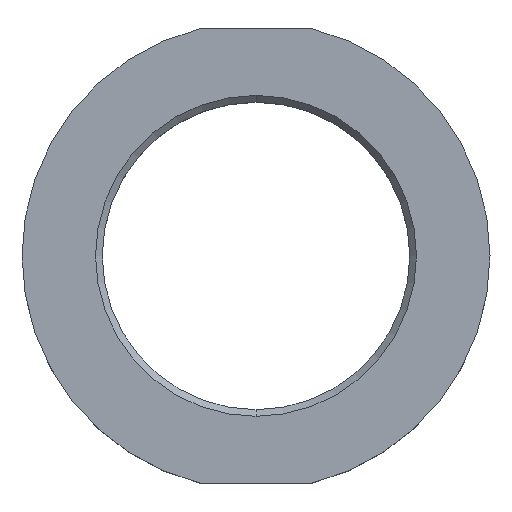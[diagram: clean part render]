
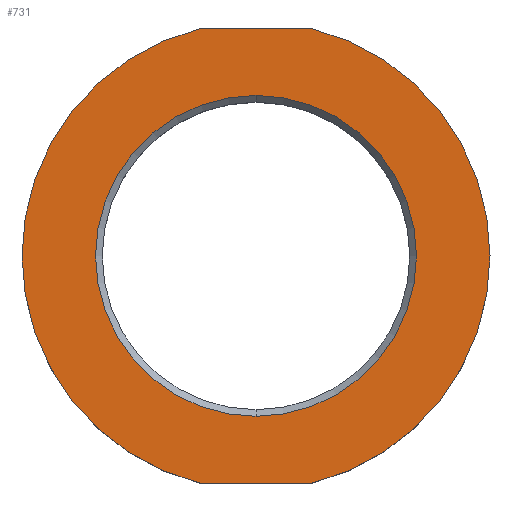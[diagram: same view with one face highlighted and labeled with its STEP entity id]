
A CAD part, top view. The second image highlights one B-rep face of the part: STEP entity #731.
In plain terms, the highlighted planar face has unit normal (0, 0, 1).
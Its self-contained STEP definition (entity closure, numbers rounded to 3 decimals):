
#19 = FACE_BOUND ( 'NONE', #86, .T. ) ;
#66 = DIRECTION ( 'NONE',  ( 0., 0., -1. ) ) ;
#71 = CARTESIAN_POINT ( 'NONE',  ( 8.307, -34., 0. ) ) ;
#75 = EDGE_CURVE ( 'NONE', #553, #244, #720, .T. ) ;
#80 = CARTESIAN_POINT ( 'NONE',  ( 0., -24., 0. ) ) ;
#86 = EDGE_LOOP ( 'NONE', ( #399, #246 ) ) ;
#123 = CARTESIAN_POINT ( 'NONE',  ( 0., 0., 0. ) ) ;
#135 = VERTEX_POINT ( 'NONE', #462 ) ;
#176 = AXIS2_PLACEMENT_3D ( 'NONE', #321, #248, #395 ) ;
#178 = CIRCLE ( 'NONE', #312, 35. ) ;
#187 = DIRECTION ( 'NONE',  ( 0., 0., -1. ) ) ;
#192 = CIRCLE ( 'NONE', #253, 24. ) ;
#212 = DIRECTION ( 'NONE',  ( 1., 0., 0. ) ) ;
#218 = CIRCLE ( 'NONE', #176, 24. ) ;
#239 = AXIS2_PLACEMENT_3D ( 'NONE', #516, #187, #697 ) ;
#244 = VERTEX_POINT ( 'NONE', #588 ) ;
#246 = ORIENTED_EDGE ( 'NONE', *, *, #426, .T. ) ;
#248 = DIRECTION ( 'NONE',  ( 0., 0., -1. ) ) ;
#253 = AXIS2_PLACEMENT_3D ( 'NONE', #667, #801, #443 ) ;
#262 = PLANE ( 'NONE',  #299 ) ;
#298 = EDGE_CURVE ( 'NONE', #244, #593, #587, .T. ) ;
#299 = AXIS2_PLACEMENT_3D ( 'NONE', #466, #405, #772 ) ;
#312 = AXIS2_PLACEMENT_3D ( 'NONE', #123, #66, #456 ) ;
#320 = VECTOR ( 'NONE', #794, 1000. ) ;
#321 = CARTESIAN_POINT ( 'NONE',  ( 0., 0., 0. ) ) ;
#353 = EDGE_CURVE ( 'NONE', #553, #728, #672, .T. ) ;
#382 = ORIENTED_EDGE ( 'NONE', *, *, #75, .F. ) ;
#385 = CARTESIAN_POINT ( 'NONE',  ( 8.307, 34., 0. ) ) ;
#395 = DIRECTION ( 'NONE',  ( 0., -1., 0. ) ) ;
#399 = ORIENTED_EDGE ( 'NONE', *, *, #547, .T. ) ;
#405 = DIRECTION ( 'NONE',  ( 0., 0., 1. ) ) ;
#423 = VECTOR ( 'NONE', #212, 1000. ) ;
#426 = EDGE_CURVE ( 'NONE', #135, #812, #192, .T. ) ;
#443 = DIRECTION ( 'NONE',  ( 0., -1., 0. ) ) ;
#456 = DIRECTION ( 'NONE',  ( 0., 1., 0. ) ) ;
#462 = CARTESIAN_POINT ( 'NONE',  ( 0., 24., 0. ) ) ;
#466 = CARTESIAN_POINT ( 'NONE',  ( 0., 35., 0. ) ) ;
#516 = CARTESIAN_POINT ( 'NONE',  ( 0., 0., 0. ) ) ;
#524 = ORIENTED_EDGE ( 'NONE', *, *, #298, .F. ) ;
#547 = EDGE_CURVE ( 'NONE', #812, #135, #218, .T. ) ;
#553 = VERTEX_POINT ( 'NONE', #614 ) ;
#570 = EDGE_CURVE ( 'NONE', #593, #728, #178, .T. ) ;
#585 = ORIENTED_EDGE ( 'NONE', *, *, #570, .F. ) ;
#587 = LINE ( 'NONE', #765, #423 ) ;
#588 = CARTESIAN_POINT ( 'NONE',  ( -8.307, 34., 0. ) ) ;
#593 = VERTEX_POINT ( 'NONE', #385 ) ;
#604 = EDGE_LOOP ( 'NONE', ( #625, #585, #524, #382 ) ) ;
#605 = CARTESIAN_POINT ( 'NONE',  ( -35., -34., 0. ) ) ;
#614 = CARTESIAN_POINT ( 'NONE',  ( -8.307, -34., 0. ) ) ;
#621 = FACE_OUTER_BOUND ( 'NONE', #604, .T. ) ;
#625 = ORIENTED_EDGE ( 'NONE', *, *, #353, .T. ) ;
#667 = CARTESIAN_POINT ( 'NONE',  ( 0., 0., 0. ) ) ;
#672 = LINE ( 'NONE', #605, #320 ) ;
#697 = DIRECTION ( 'NONE',  ( 0., 1., 0. ) ) ;
#720 = CIRCLE ( 'NONE', #239, 35. ) ;
#728 = VERTEX_POINT ( 'NONE', #71 ) ;
#731 = ADVANCED_FACE ( 'NONE', ( #19, #621 ), #262, .T. ) ;
#765 = CARTESIAN_POINT ( 'NONE',  ( -35., 34., 0. ) ) ;
#772 = DIRECTION ( 'NONE',  ( 0., -1., 0. ) ) ;
#794 = DIRECTION ( 'NONE',  ( 1., 0., 0. ) ) ;
#801 = DIRECTION ( 'NONE',  ( 0., 0., -1. ) ) ;
#812 = VERTEX_POINT ( 'NONE', #80 ) ;
